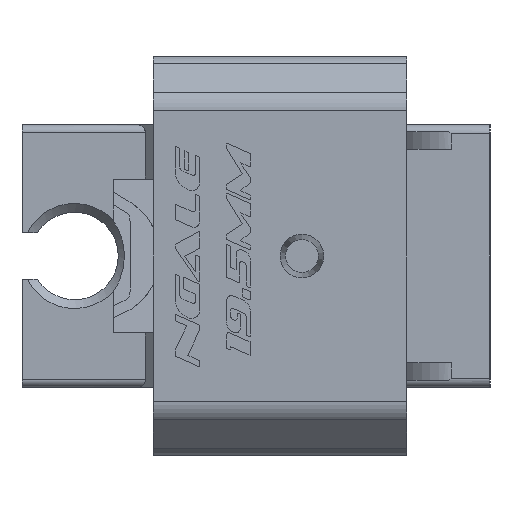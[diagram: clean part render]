
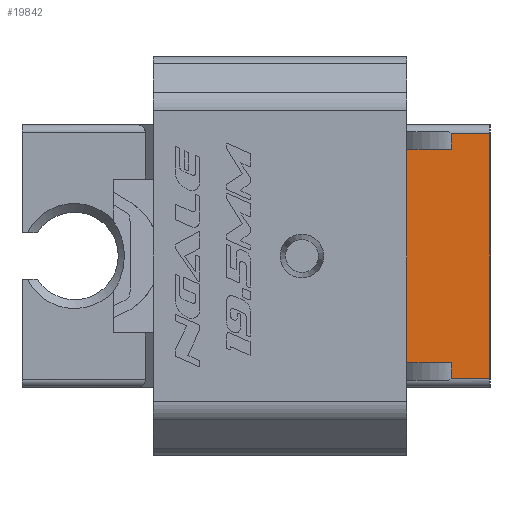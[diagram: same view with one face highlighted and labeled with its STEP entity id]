
A CAD part, left-side view. The second image highlights one B-rep face of the part: STEP entity #19842.
In plain terms, the highlighted planar face has unit normal (-1, 0, 0).
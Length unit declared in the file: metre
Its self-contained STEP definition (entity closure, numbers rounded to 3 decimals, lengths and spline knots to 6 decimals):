
#4051=ORIENTED_EDGE('',*,*,#8865,.T.);
#4052=ORIENTED_EDGE('',*,*,#8183,.F.);
#4053=ORIENTED_EDGE('',*,*,#8869,.F.);
#4054=ORIENTED_EDGE('',*,*,#8467,.F.);
#4055=ORIENTED_EDGE('',*,*,#8868,.T.);
#4056=ORIENTED_EDGE('',*,*,#8870,.T.);
#4057=ORIENTED_EDGE('',*,*,#8479,.T.);
#4058=ORIENTED_EDGE('',*,*,#8477,.T.);
#8183=EDGE_CURVE('',#11092,#11093,#12863,.T.);
#8467=EDGE_CURVE('',#11224,#11225,#13035,.T.);
#8477=EDGE_CURVE('',#11228,#11230,#13037,.T.);
#8479=EDGE_CURVE('',#11231,#11228,#13039,.T.);
#8865=EDGE_CURVE('',#11230,#11093,#13274,.T.);
#8868=EDGE_CURVE('',#11224,#11434,#13276,.T.);
#8869=EDGE_CURVE('',#11225,#11092,#13277,.T.);
#8870=EDGE_CURVE('',#11434,#11231,#13278,.T.);
#11092=VERTEX_POINT('',#29794);
#11093=VERTEX_POINT('',#29796);
#11224=VERTEX_POINT('',#31622);
#11225=VERTEX_POINT('',#31623);
#11228=VERTEX_POINT('',#31667);
#11230=VERTEX_POINT('',#31677);
#11231=VERTEX_POINT('',#31682);
#11434=VERTEX_POINT('',#35310);
#12863=LINE('',#29795,#15012);
#13035=LINE('',#31621,#15184);
#13037=LINE('',#31678,#15186);
#13039=LINE('',#31681,#15188);
#13274=LINE('',#35304,#15423);
#13276=LINE('',#35311,#15425);
#13277=LINE('',#35313,#15426);
#13278=LINE('',#35314,#15427);
#15012=VECTOR('',#22709,1.);
#15184=VECTOR('',#23131,1.);
#15186=VECTOR('',#23133,1.);
#15188=VECTOR('',#23137,1.);
#15423=VECTOR('',#23638,1.);
#15425=VECTOR('',#23648,1.);
#15426=VECTOR('',#23651,1.);
#15427=VECTOR('',#23652,1.);
#16899=EDGE_LOOP('',(#4051,#4052,#4053,#4054,#4055,#4056,#4057,#4058));
#18051=FACE_BOUND('',#16899,.T.);
#18954=PLANE('',#20915);
#19842=ADVANCED_FACE('',(#18051),#18954,.F.);
#20915=AXIS2_PLACEMENT_3D('',#35312,#23649,#23650);
#22709=DIRECTION('',(0.,0.,1.));
#23131=DIRECTION('',(0.,0.,1.));
#23133=DIRECTION('',(0.,0.,-1.));
#23137=DIRECTION('',(0.,1.,0.));
#23638=DIRECTION('',(0.,1.,0.));
#23648=DIRECTION('',(0.,-1.,0.));
#23649=DIRECTION('',(1.,0.,0.));
#23650=DIRECTION('',(0.,0.,-1.));
#23651=DIRECTION('',(0.,1.,0.));
#23652=DIRECTION('',(0.,0.,1.));
#29794=CARTESIAN_POINT('',(0.013,-0.002,-0.0122));
#29795=CARTESIAN_POINT('',(0.013,-0.002,-0.0122));
#29796=CARTESIAN_POINT('',(0.013,-0.002,0.0122));
#31621=CARTESIAN_POINT('',(0.013,-0.007074,-0.0142));
#31622=CARTESIAN_POINT('',(0.013,-0.007074,-0.014));
#31623=CARTESIAN_POINT('',(0.013,-0.007074,-0.0122));
#31667=CARTESIAN_POINT('',(0.013,-0.007074,0.014));
#31677=CARTESIAN_POINT('',(0.013,-0.007074,0.0122));
#31678=CARTESIAN_POINT('',(0.013,-0.007074,0.0142));
#31681=CARTESIAN_POINT('',(0.013,-0.0095,0.014));
#31682=CARTESIAN_POINT('',(0.013,-0.0115,0.014));
#35304=CARTESIAN_POINT('',(0.013,0.,0.0122));
#35310=CARTESIAN_POINT('',(0.013,-0.0115,-0.014));
#35311=CARTESIAN_POINT('',(0.013,-0.0095,-0.014));
#35312=CARTESIAN_POINT('',(0.013,-0.0095,0.));
#35313=CARTESIAN_POINT('',(0.013,0.,-0.0122));
#35314=CARTESIAN_POINT('',(0.013,-0.0115,0.));
